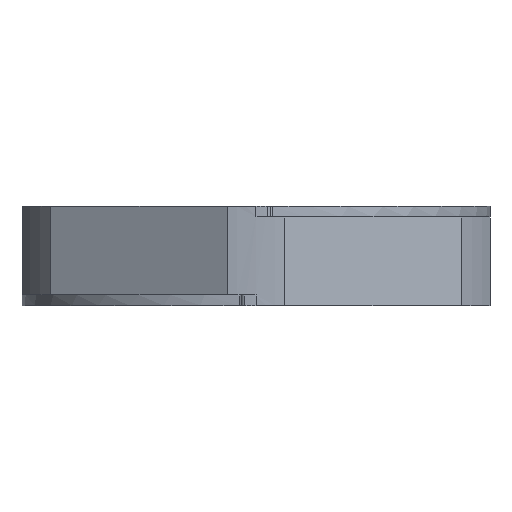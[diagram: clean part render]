
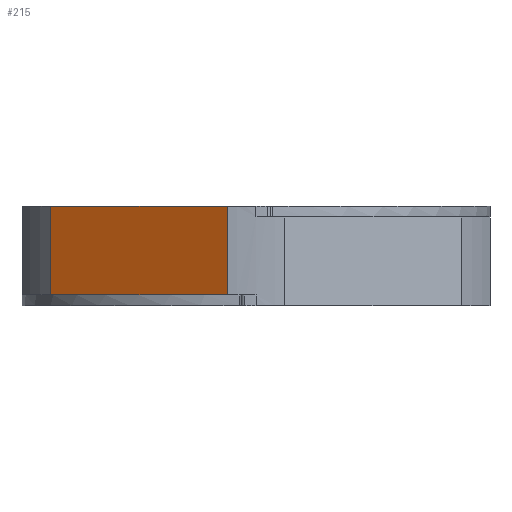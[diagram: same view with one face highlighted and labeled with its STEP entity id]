
A CAD part, left-side view. The second image highlights one B-rep face of the part: STEP entity #215.
In plain terms, the highlighted planar face has unit normal (-0.866, 0.5, 0).
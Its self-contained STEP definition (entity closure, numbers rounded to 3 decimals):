
#135=PLANE('',#2561);
#215=ADVANCED_FACE('',(#416),#135,.F.);
#416=FACE_OUTER_BOUND('',#552,.T.);
#552=EDGE_LOOP('',(#1144,#1145,#1146,#1147,#1148));
#701=LINE('',#3486,#878);
#717=LINE('',#3553,#894);
#721=LINE('',#3567,#898);
#722=LINE('',#3569,#899);
#723=LINE('',#3571,#900);
#878=VECTOR('',#2825,1.);
#894=VECTOR('',#2893,1.);
#898=VECTOR('',#2905,1.);
#899=VECTOR('',#2906,1.);
#900=VECTOR('',#2907,1.);
#1144=ORIENTED_EDGE('',*,*,#2099,.F.);
#1145=ORIENTED_EDGE('',*,*,#2092,.F.);
#1146=ORIENTED_EDGE('',*,*,#2059,.F.);
#1147=ORIENTED_EDGE('',*,*,#2100,.F.);
#1148=ORIENTED_EDGE('',*,*,#2101,.F.);
#1814=VERTEX_POINT('',#3487);
#1815=VERTEX_POINT('',#3488);
#1839=VERTEX_POINT('',#3554);
#1845=VERTEX_POINT('',#3568);
#1846=VERTEX_POINT('',#3570);
#2059=EDGE_CURVE('',#1814,#1815,#701,.T.);
#2092=EDGE_CURVE('',#1815,#1839,#717,.T.);
#2099=EDGE_CURVE('',#1839,#1845,#721,.T.);
#2100=EDGE_CURVE('',#1846,#1814,#722,.T.);
#2101=EDGE_CURVE('',#1845,#1846,#723,.T.);
#2561=AXIS2_PLACEMENT_3D('',#3572,#2908,#2909);
#2825=DIRECTION('',(-0.5,-0.866,0.));
#2893=DIRECTION('',(0.,0.,-1.));
#2905=DIRECTION('',(0.5,0.866,0.));
#2906=DIRECTION('',(0.,0.,1.));
#2907=DIRECTION('',(0.5,0.866,0.));
#2908=DIRECTION('',(0.866,-0.5,0.));
#2909=DIRECTION('',(-0.5,-0.866,0.));
#3486=CARTESIAN_POINT('',(-10.693,14.48,0.));
#3487=CARTESIAN_POINT('',(-10.693,14.48,0.));
#3488=CARTESIAN_POINT('',(-17.886,2.02,0.));
#3553=CARTESIAN_POINT('',(-17.886,2.02,-7.));
#3554=CARTESIAN_POINT('',(-17.886,2.02,-6.25));
#3567=CARTESIAN_POINT('',(-10.693,14.48,-6.25));
#3568=CARTESIAN_POINT('',(-14.289,8.25,-6.25));
#3569=CARTESIAN_POINT('',(-10.693,14.48,0.));
#3570=CARTESIAN_POINT('',(-10.693,14.48,-6.25));
#3571=CARTESIAN_POINT('',(-10.693,14.48,-6.25));
#3572=CARTESIAN_POINT('',(-10.693,14.48,0.));
